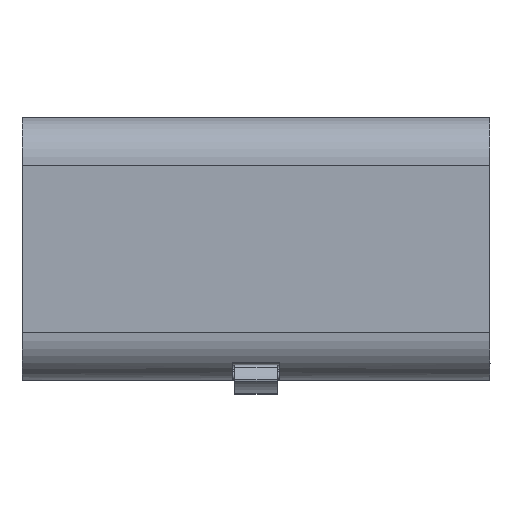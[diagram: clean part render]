
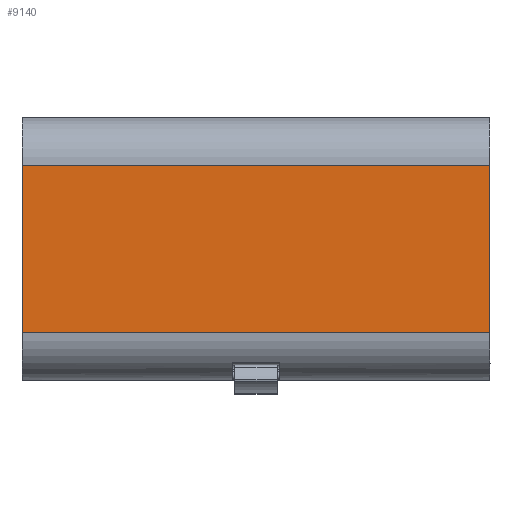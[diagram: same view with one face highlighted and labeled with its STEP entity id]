
A CAD part, front view. The second image highlights one B-rep face of the part: STEP entity #9140.
In plain terms, the highlighted planar face has unit normal (0, -1, 0).
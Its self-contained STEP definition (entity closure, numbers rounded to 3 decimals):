
#1057=FACE_OUTER_BOUND('',#1590,.T.);
#1590=EDGE_LOOP('',(#8321,#8322,#8323,#8324));
#2475=LINE('',#16971,#3402);
#2511=LINE('',#17357,#3438);
#2514=LINE('',#17365,#3441);
#2517=LINE('',#17433,#3444);
#3402=VECTOR('',#12250,10.);
#3438=VECTOR('',#12366,10.);
#3441=VECTOR('',#12375,10.);
#3444=VECTOR('',#12384,10.);
#4379=VERTEX_POINT('',#16968);
#4380=VERTEX_POINT('',#16970);
#4425=VERTEX_POINT('',#17355);
#4426=VERTEX_POINT('',#17361);
#5649=EDGE_CURVE('',#4379,#4380,#2475,.T.);
#5718=EDGE_CURVE('',#4425,#4379,#2511,.T.);
#5722=EDGE_CURVE('',#4380,#4426,#2514,.T.);
#5726=EDGE_CURVE('',#4425,#4426,#2517,.T.);
#8321=ORIENTED_EDGE('',*,*,#5718,.F.);
#8322=ORIENTED_EDGE('',*,*,#5726,.T.);
#8323=ORIENTED_EDGE('',*,*,#5722,.F.);
#8324=ORIENTED_EDGE('',*,*,#5649,.F.);
#8655=PLANE('',#9998);
#9140=ADVANCED_FACE('',(#1057),#8655,.T.);
#9998=AXIS2_PLACEMENT_3D('',#17434,#12385,#12386);
#12250=DIRECTION('',(0.,0.,1.));
#12366=DIRECTION('',(-1.,0.,0.));
#12375=DIRECTION('',(1.,0.,0.));
#12384=DIRECTION('',(0.,0.,1.));
#12385=DIRECTION('center_axis',(0.,-1.,0.));
#12386=DIRECTION('ref_axis',(1.,0.,0.));
#16968=CARTESIAN_POINT('',(-110.738,-110.462,-35.));
#16970=CARTESIAN_POINT('',(-110.738,-110.462,35.));
#16971=CARTESIAN_POINT('',(-110.738,-110.462,0.));
#17355=CARTESIAN_POINT('',(85.262,-110.462,-35.));
#17357=CARTESIAN_POINT('',(-61.738,-110.462,-35.));
#17361=CARTESIAN_POINT('',(85.262,-110.462,35.));
#17365=CARTESIAN_POINT('',(-61.738,-110.462,35.));
#17433=CARTESIAN_POINT('',(85.262,-110.462,0.));
#17434=CARTESIAN_POINT('Origin',(-110.738,-110.462,0.));
